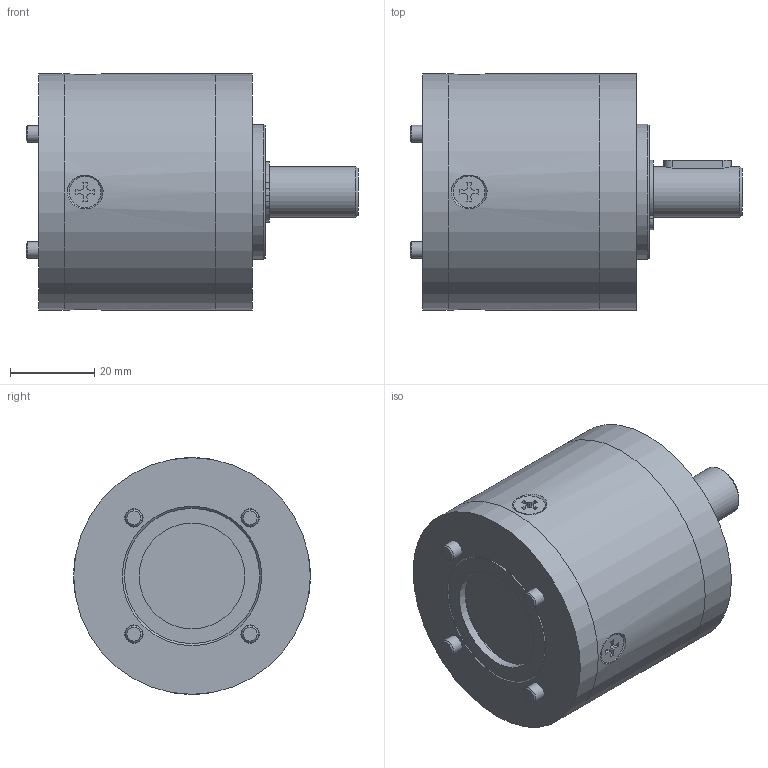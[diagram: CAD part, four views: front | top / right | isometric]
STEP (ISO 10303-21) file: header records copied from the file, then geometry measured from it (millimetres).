
FILE_DESCRIPTION(/* description */ (''),/* implementation_level */ '2;1');
FILE_NAME(/* name */ 'GP56-S1-X-SRR.stp',/* time_stamp */ '2018-11-12T18:20:28+01:00',/* author */ ('naubert_a'),/* organization */ (''),/* preprocessor_version */ 'ST-DEVELOPER v17',/* originating_system */ 'Autodesk Inventor 2018',/* authorisation */ '');
FILE_SCHEMA (('CONFIG_CONTROL_DESIGN'));
Length unit declared in the file: millimetre
Products named in the file (1): GP56-S1-X-SRR
Bounding box: 78.6 x 56 x 56 mm (x, y, z)
Volume: 127416.1 mm3; surface area: 18084.4 mm2
Topology: 1 solids, 1 shells, 207 faces, 605 edges, 412 vertices
Faces by surface type: plane 130, cylinder 45, cone 25, torus 7
Full cylindrical faces by diameter (mm): 1.7 x2, 3.242 x1, 4 x4, 4.134 x4, 4.3 x5, 7.5 x4, 11.5 x1, 12 x2, 14.75 x1, 24.72 x1, 25 x1, 26 x1, 32 x2, 56 x3
Entity records: 7407 total; most frequent: CARTESIAN_POINT 1400, DIRECTION 1228, ORIENTED_EDGE 1200, EDGE_CURVE 600, AXIS2_PLACEMENT_3D 436, VERTEX_POINT 412, LINE 356, VECTOR 356
